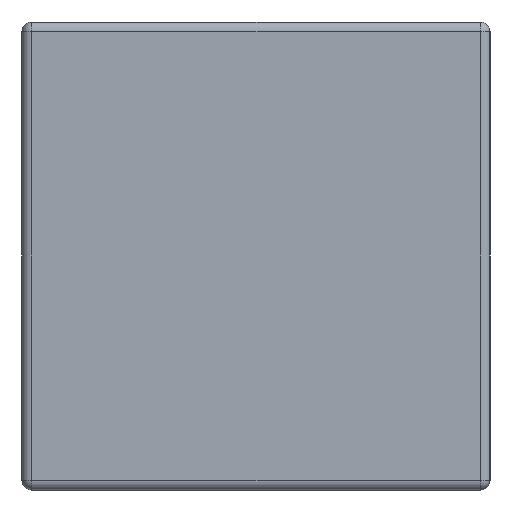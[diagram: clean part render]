
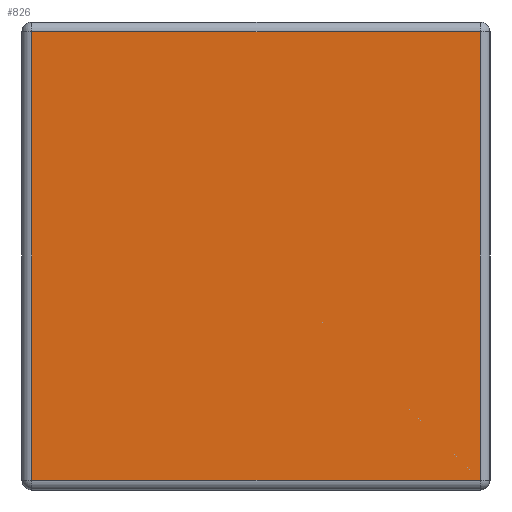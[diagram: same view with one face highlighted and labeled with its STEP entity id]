
A CAD part, left-side view. The second image highlights one B-rep face of the part: STEP entity #826.
In plain terms, the highlighted planar face has unit normal (-1, 0, 0).
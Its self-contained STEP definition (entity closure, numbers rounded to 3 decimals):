
#6 = CARTESIAN_POINT ( 'NONE',  ( 0., 0.041, 0. ) ) ;
#81 = VERTEX_POINT ( 'NONE', #2479 ) ;
#154 = CARTESIAN_POINT ( 'NONE',  ( 0., 1.909, -1.95 ) ) ;
#164 = VECTOR ( 'NONE', #748, 1000. ) ;
#170 = VECTOR ( 'NONE', #2922, 1000. ) ;
#300 = EDGE_CURVE ( 'NONE', #81, #1515, #2588, .T. ) ;
#394 = EDGE_CURVE ( 'NONE', #2977, #81, #1796, .T. ) ;
#481 = DIRECTION ( 'NONE',  ( 0., 0., -1. ) ) ;
#547 = VECTOR ( 'NONE', #481, 1000. ) ;
#556 = ORIENTED_EDGE ( 'NONE', *, *, #300, .T. ) ;
#651 = DIRECTION ( 'NONE',  ( 0., 0., 1. ) ) ;
#724 = EDGE_LOOP ( 'NONE', ( #556, #1098, #1370, #1477 ) ) ;
#748 = DIRECTION ( 'NONE',  ( 0., 0., 1. ) ) ;
#823 = CARTESIAN_POINT ( 'NONE',  ( 0., 0.041, -1.909 ) ) ;
#826 = ADVANCED_FACE ( 'NONE', ( #2781 ), #2786, .T. ) ;
#1010 = DIRECTION ( 'NONE',  ( -1., 0., 0. ) ) ;
#1098 = ORIENTED_EDGE ( 'NONE', *, *, #2283, .T. ) ;
#1370 = ORIENTED_EDGE ( 'NONE', *, *, #2081, .T. ) ;
#1477 = ORIENTED_EDGE ( 'NONE', *, *, #394, .T. ) ;
#1515 = VERTEX_POINT ( 'NONE', #823 ) ;
#1664 = CARTESIAN_POINT ( 'NONE',  ( 0., 1.95, -0.041 ) ) ;
#1730 = LINE ( 'NONE', #6, #164 ) ;
#1748 = CARTESIAN_POINT ( 'NONE',  ( 0., 0.041, -0.041 ) ) ;
#1796 = LINE ( 'NONE', #154, #547 ) ;
#2081 = EDGE_CURVE ( 'NONE', #4238, #2977, #4513, .T. ) ;
#2172 = AXIS2_PLACEMENT_3D ( 'NONE', #3454, #1010, #651 ) ;
#2209 = CARTESIAN_POINT ( 'NONE',  ( 0., 1.909, -0.041 ) ) ;
#2283 = EDGE_CURVE ( 'NONE', #1515, #4238, #1730, .T. ) ;
#2479 = CARTESIAN_POINT ( 'NONE',  ( 0., 1.909, -1.909 ) ) ;
#2534 = CARTESIAN_POINT ( 'NONE',  ( 0., 0., -1.909 ) ) ;
#2588 = LINE ( 'NONE', #2534, #170 ) ;
#2781 = FACE_OUTER_BOUND ( 'NONE', #724, .T. ) ;
#2786 = PLANE ( 'NONE',  #2172 ) ;
#2846 = VECTOR ( 'NONE', #3765, 1000. ) ;
#2922 = DIRECTION ( 'NONE',  ( 0., -1., 0. ) ) ;
#2977 = VERTEX_POINT ( 'NONE', #2209 ) ;
#3454 = CARTESIAN_POINT ( 'NONE',  ( 0., 0., 0. ) ) ;
#3765 = DIRECTION ( 'NONE',  ( 0., 1., 0. ) ) ;
#4238 = VERTEX_POINT ( 'NONE', #1748 ) ;
#4513 = LINE ( 'NONE', #1664, #2846 ) ;
